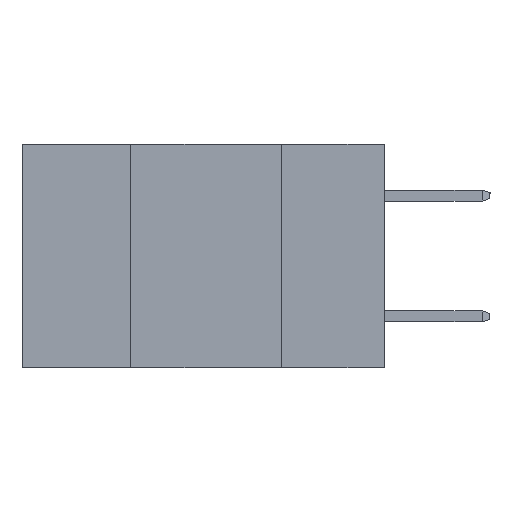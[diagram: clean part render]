
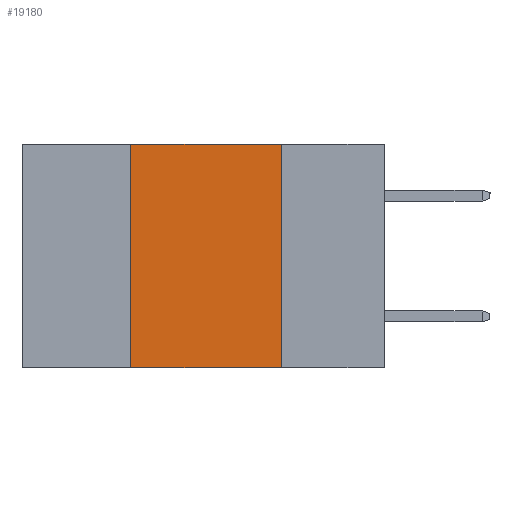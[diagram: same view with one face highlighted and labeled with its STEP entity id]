
A CAD part, left-side view. The second image highlights one B-rep face of the part: STEP entity #19180.
In plain terms, the highlighted planar face has unit normal (-1, 0, 0).
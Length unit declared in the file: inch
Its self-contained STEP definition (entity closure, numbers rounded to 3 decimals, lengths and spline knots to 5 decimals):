
#107 = VECTOR ( 'NONE', #810, 39.37008 ) ;
#810 = DIRECTION ( 'NONE',  ( 0., 0., 1. ) ) ;
#1691 = LINE ( 'NONE', #10018, #22705 ) ;
#3964 = CARTESIAN_POINT ( 'NONE',  ( 0., 0.42, -0.37 ) ) ;
#4042 = CARTESIAN_POINT ( 'NONE',  ( 0., 0.6, 0. ) ) ;
#4330 = VERTEX_POINT ( 'NONE', #14555 ) ;
#5005 = VERTEX_POINT ( 'NONE', #3964 ) ;
#5177 = CARTESIAN_POINT ( 'NONE',  ( 0., 0.42, -0.37 ) ) ;
#5650 = DIRECTION ( 'NONE',  ( 0., 0., -1. ) ) ;
#6322 = VECTOR ( 'NONE', #25759, 39.37008 ) ;
#8004 = PLANE ( 'NONE',  #23470 ) ;
#8409 = DIRECTION ( 'NONE',  ( 0., -1., 0. ) ) ;
#8544 = LINE ( 'NONE', #4042, #18829 ) ;
#9130 = LINE ( 'NONE', #5177, #107 ) ;
#9412 = CARTESIAN_POINT ( 'NONE',  ( 0., 0.6, -0.37 ) ) ;
#10018 = CARTESIAN_POINT ( 'NONE',  ( 0., 0.17, -0.37 ) ) ;
#12219 = FACE_OUTER_BOUND ( 'NONE', #26480, .T. ) ;
#12779 = EDGE_CURVE ( 'NONE', #19564, #4330, #1691, .T. ) ;
#13540 = EDGE_CURVE ( 'NONE', #5005, #19908, #9130, .T. ) ;
#14225 = ORIENTED_EDGE ( 'NONE', *, *, #13540, .F. ) ;
#14555 = CARTESIAN_POINT ( 'NONE',  ( 0., 0.17, -0.37 ) ) ;
#15078 = ORIENTED_EDGE ( 'NONE', *, *, #16849, .T. ) ;
#15501 = ORIENTED_EDGE ( 'NONE', *, *, #12779, .F. ) ;
#15762 = ORIENTED_EDGE ( 'NONE', *, *, #22548, .F. ) ;
#16297 = CARTESIAN_POINT ( 'NONE',  ( 0., 0.6, 0. ) ) ;
#16849 = EDGE_CURVE ( 'NONE', #5005, #4330, #26161, .T. ) ;
#18297 = CARTESIAN_POINT ( 'NONE',  ( 0., 0.17, 0. ) ) ;
#18829 = VECTOR ( 'NONE', #8409, 39.37008 ) ;
#19180 = ADVANCED_FACE ( 'NONE', ( #12219 ), #8004, .F. ) ;
#19500 = CARTESIAN_POINT ( 'NONE',  ( 0., 0.42, 0. ) ) ;
#19564 = VERTEX_POINT ( 'NONE', #18297 ) ;
#19908 = VERTEX_POINT ( 'NONE', #19500 ) ;
#22548 = EDGE_CURVE ( 'NONE', #19908, #19564, #8544, .T. ) ;
#22705 = VECTOR ( 'NONE', #5650, 39.37008 ) ;
#23470 = AXIS2_PLACEMENT_3D ( 'NONE', #16297, #26787, #24614 ) ;
#24614 = DIRECTION ( 'NONE',  ( 0., 0., -1. ) ) ;
#25759 = DIRECTION ( 'NONE',  ( 0., -1., 0. ) ) ;
#26161 = LINE ( 'NONE', #9412, #6322 ) ;
#26480 = EDGE_LOOP ( 'NONE', ( #15501, #15762, #14225, #15078 ) ) ;
#26787 = DIRECTION ( 'NONE',  ( 1., 0., 0. ) ) ;
